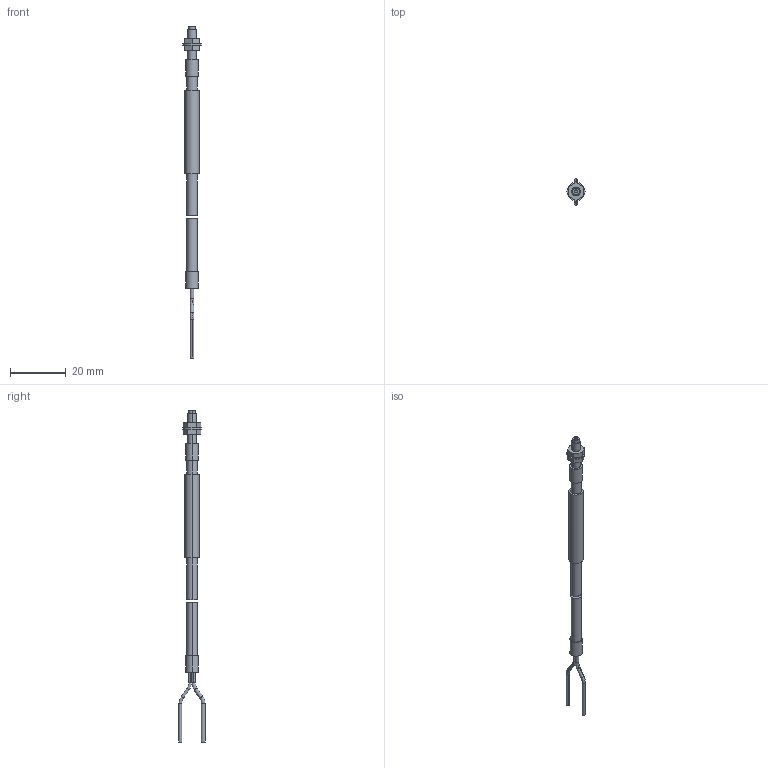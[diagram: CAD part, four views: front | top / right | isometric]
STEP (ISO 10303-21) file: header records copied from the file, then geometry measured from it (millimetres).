
FILE_DESCRIPTION (( 'STEP AP203' ), '1' );
FILE_NAME ('fd-32gx.STEP', '2011-06-06T11:59:45', ( ' ' ), ( ' ' ), 'SwSTEP 2.0', 'SolidWorks 2007', '' );
FILE_SCHEMA (( 'CONFIG_CONTROL_DESIGN' ));
Length unit declared in the file: millimetre
Products named in the file (4): fd-32gx_蹬怮椔; fd-32gx; fd-32gx_nut_蹬怮椔; fd-32gx_washer_蹬怮椔
Assembly tree (4 placements, depth 2):
  fd-32gx
    fd-32gx_nut_蹬怮椔  x2
    fd-32gx_washer_蹬怮椔
    fd-32gx_蹬怮椔
Bounding box: 6.5 x 9.4 x 119 mm (x, y, z)
Volume: 1462.2 mm3; surface area: 1741.6 mm2
Topology: 6 solids, 6 shells, 78 faces, 162 edges, 104 vertices
Faces by surface type: cylinder 38, plane 32, torus 8
Entity records: 2260 total; most frequent: DIRECTION 372, CARTESIAN_POINT 301, ORIENTED_EDGE 276, AXIS2_PLACEMENT_3D 159, EDGE_CURVE 138, VERTEX_POINT 88, CIRCLE 84, EDGE_LOOP 80
